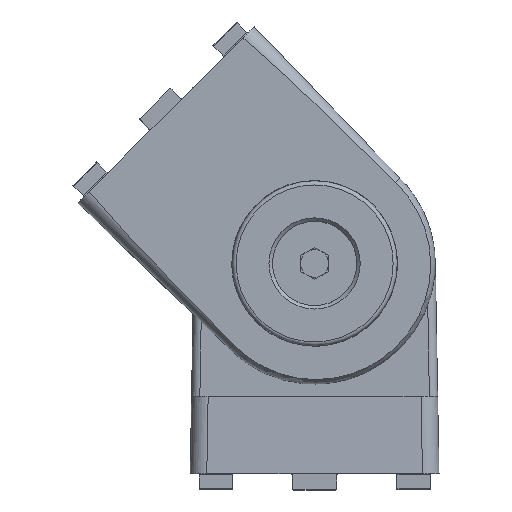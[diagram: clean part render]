
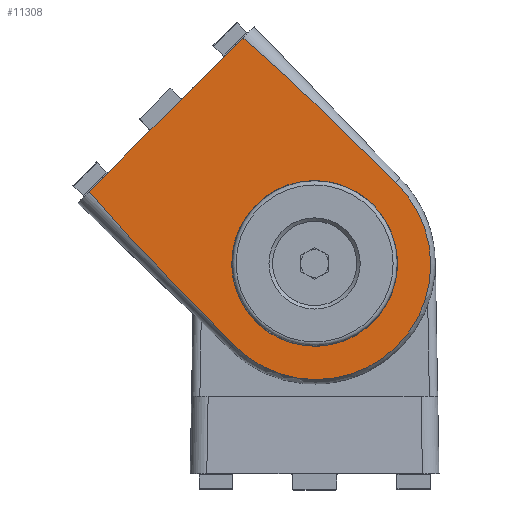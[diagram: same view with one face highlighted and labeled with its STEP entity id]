
A CAD part, top view. The second image highlights one B-rep face of the part: STEP entity #11308.
In plain terms, the highlighted face is planar.
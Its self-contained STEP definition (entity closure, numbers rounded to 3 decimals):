
#86=ELLIPSE('',#12683,171.922,3.);
#87=ELLIPSE('',#12687,171.922,3.);
#94=ELLIPSE('',#12713,14.991,14.988);
#158=B_SPLINE_CURVE_WITH_KNOTS('',3,(#19375,#19376,#19377,#19378,#19379,
#19380,#19381,#19382,#19383,#19384,#19385,#19386,#19387,#19388,#19389,#19390,
#19391,#19392,#19393,#19394,#19395,#19396,#19397,#19398,#19399,#19400,#19401,
#19402,#19403,#19404,#19405,#19406,#19407,#19408,#19409,#19410,#19411,#19412),
 .UNSPECIFIED.,.F.,.F.,(4,2,2,2,2,2,2,2,2,2,2,2,2,2,2,2,2,2,4),(3.018,
3.019,3.404,3.788,4.176,4.564,
4.954,5.344,5.735,6.126,6.517,
6.908,7.297,7.687,8.075,8.463,
8.847,9.232,9.233),.UNSPECIFIED.);
#319=FACE_BOUND('',#2243,.T.);
#1576=FACE_OUTER_BOUND('',#2242,.T.);
#2242=EDGE_LOOP('',(#9450,#9451,#9452,#9453));
#2243=EDGE_LOOP('',(#9454));
#3088=LINE('',#18963,#4078);
#4078=VECTOR('',#15225,1000.);
#5133=VERTEX_POINT('',#18960);
#5134=VERTEX_POINT('',#18962);
#5234=VERTEX_POINT('',#19312);
#5236=VERTEX_POINT('',#19345);
#5256=VERTEX_POINT('',#19560);
#6561=EDGE_CURVE('',#5134,#5133,#3088,.T.);
#6686=EDGE_CURVE('',#5234,#5133,#86,.F.);
#6689=EDGE_CURVE('',#5236,#5234,#158,.T.);
#6691=EDGE_CURVE('',#5134,#5236,#87,.F.);
#6726=EDGE_CURVE('',#5256,#5256,#94,.F.);
#9450=ORIENTED_EDGE('',*,*,#6689,.F.);
#9451=ORIENTED_EDGE('',*,*,#6691,.F.);
#9452=ORIENTED_EDGE('',*,*,#6561,.T.);
#9453=ORIENTED_EDGE('',*,*,#6686,.F.);
#9454=ORIENTED_EDGE('',*,*,#6726,.T.);
#10781=PLANE('',#12712);
#11308=ADVANCED_FACE('',(#1576,#319),#10781,.T.);
#12683=AXIS2_PLACEMENT_3D('',#19342,#15421,#15422);
#12687=AXIS2_PLACEMENT_3D('',#19415,#15430,#15431);
#12712=AXIS2_PLACEMENT_3D('',#19559,#15501,#15502);
#12713=AXIS2_PLACEMENT_3D('',#19561,#15503,#15504);
#15225=DIRECTION('',(0.,0.,-1.));
#15421=DIRECTION('center_axis',(1.,0.017,0.));
#15422=DIRECTION('ref_axis',(-0.017,1.,0.017));
#15430=DIRECTION('center_axis',(1.,0.017,0.));
#15431=DIRECTION('ref_axis',(0.017,-1.,0.017));
#15501=DIRECTION('center_axis',(1.,0.017,0.));
#15502=DIRECTION('ref_axis',(-0.017,1.,0.));
#15503=DIRECTION('center_axis',(1.,0.017,0.));
#15504=DIRECTION('ref_axis',(0.017,-1.,0.));
#18960=CARTESIAN_POINT('',(22.5,-38.,-19.5));
#18962=CARTESIAN_POINT('',(22.5,-38.,19.5));
#18963=CARTESIAN_POINT('',(22.5,-38.,22.5));
#19312=CARTESIAN_POINT('',(21.837,-0.009,-20.718));
#19342=CARTESIAN_POINT('Origin',(19.5,133.87,-16.5));
#19345=CARTESIAN_POINT('',(21.837,-0.009,20.718));
#19375=CARTESIAN_POINT('Ctrl Pts',(21.837,-0.009,
20.718));
#19376=CARTESIAN_POINT('Ctrl Pts',(21.837,-0.006,
20.718));
#19377=CARTESIAN_POINT('Ctrl Pts',(21.837,-0.003,
20.718));
#19378=CARTESIAN_POINT('Ctrl Pts',(21.814,1.282,20.746));
#19379=CARTESIAN_POINT('Ctrl Pts',(21.79,2.685,20.648));
#19380=CARTESIAN_POINT('Ctrl Pts',(21.742,5.437,20.157));
#19381=CARTESIAN_POINT('Ctrl Pts',(21.718,6.787,19.763));
#19382=CARTESIAN_POINT('Ctrl Pts',(21.676,9.183,18.821));
#19383=CARTESIAN_POINT('Ctrl Pts',(21.654,10.449,18.184));
#19384=CARTESIAN_POINT('Ctrl Pts',(21.613,12.815,16.654));
#19385=CARTESIAN_POINT('Ctrl Pts',(21.594,13.915,15.761));
#19386=CARTESIAN_POINT('Ctrl Pts',(21.561,15.771,13.952));
#19387=CARTESIAN_POINT('Ctrl Pts',(21.545,16.696,12.868));
#19388=CARTESIAN_POINT('Ctrl Pts',(21.517,18.291,10.528));
#19389=CARTESIAN_POINT('Ctrl Pts',(21.506,18.963,9.271));
#19390=CARTESIAN_POINT('Ctrl Pts',(21.488,19.974,6.873));
#19391=CARTESIAN_POINT('Ctrl Pts',(21.481,20.407,5.511));
#19392=CARTESIAN_POINT('Ctrl Pts',(21.471,20.97,2.726));
#19393=CARTESIAN_POINT('Ctrl Pts',(21.468,21.101,1.303));
#19394=CARTESIAN_POINT('Ctrl Pts',(21.468,21.101,-1.303));
#19395=CARTESIAN_POINT('Ctrl Pts',(21.471,20.97,-2.726));
#19396=CARTESIAN_POINT('Ctrl Pts',(21.481,20.407,-5.511));
#19397=CARTESIAN_POINT('Ctrl Pts',(21.488,19.974,-6.873));
#19398=CARTESIAN_POINT('Ctrl Pts',(21.506,18.963,-9.271));
#19399=CARTESIAN_POINT('Ctrl Pts',(21.517,18.291,-10.528));
#19400=CARTESIAN_POINT('Ctrl Pts',(21.545,16.696,-12.868));
#19401=CARTESIAN_POINT('Ctrl Pts',(21.561,15.771,-13.952));
#19402=CARTESIAN_POINT('Ctrl Pts',(21.594,13.915,-15.761));
#19403=CARTESIAN_POINT('Ctrl Pts',(21.613,12.815,-16.654));
#19404=CARTESIAN_POINT('Ctrl Pts',(21.654,10.449,-18.184));
#19405=CARTESIAN_POINT('Ctrl Pts',(21.676,9.183,-18.821));
#19406=CARTESIAN_POINT('Ctrl Pts',(21.718,6.787,-19.763));
#19407=CARTESIAN_POINT('Ctrl Pts',(21.742,5.437,-20.157));
#19408=CARTESIAN_POINT('Ctrl Pts',(21.79,2.685,-20.648));
#19409=CARTESIAN_POINT('Ctrl Pts',(21.814,1.282,-20.746));
#19410=CARTESIAN_POINT('Ctrl Pts',(21.837,-0.003,
-20.718));
#19411=CARTESIAN_POINT('Ctrl Pts',(21.837,-0.006,
-20.718));
#19412=CARTESIAN_POINT('Ctrl Pts',(21.837,-0.009,
-20.718));
#19415=CARTESIAN_POINT('Origin',(19.5,133.87,16.5));
#19559=CARTESIAN_POINT('Origin',(21.453,22.,30.));
#19560=CARTESIAN_POINT('',(21.837,0.,14.988));
#19561=CARTESIAN_POINT('Origin',(21.837,-0.005,0.));
